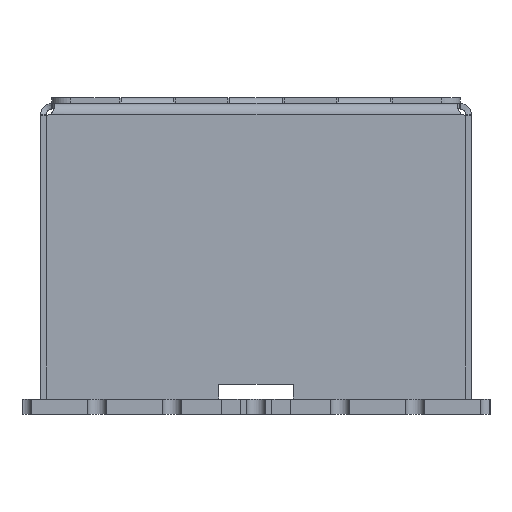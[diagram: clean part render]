
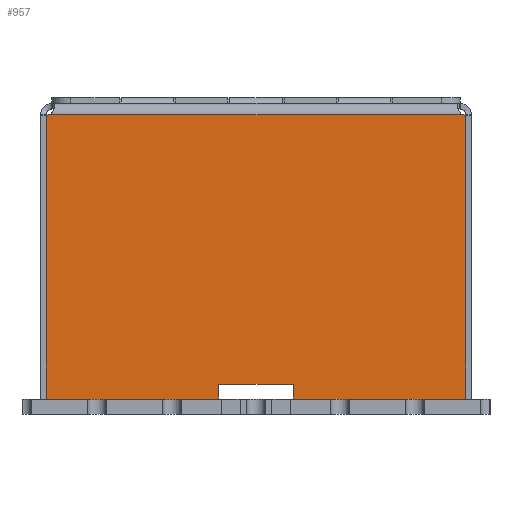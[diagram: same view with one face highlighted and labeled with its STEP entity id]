
A CAD part, left-side view. The second image highlights one B-rep face of the part: STEP entity #957.
In plain terms, the highlighted planar face has unit normal (-1, 0, 0).
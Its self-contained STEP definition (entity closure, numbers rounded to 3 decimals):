
#957=ADVANCED_FACE('',(#7736),#7738,.F.);
#7736=FACE_BOUND('',#7737,.T.);
#7737=EDGE_LOOP('',(#16178,#16179,#16180,#16181,#16182,#16183,#16184,#16185,#16186,
#16187));
#7738=PLANE('',#7739);
#7739=AXIS2_PLACEMENT_3D('',#7740,#7741,#7742);
#7740=CARTESIAN_POINT('',(-14.15,0.,16.613));
#7741=DIRECTION('',(1.,0.,0.));
#7742=DIRECTION('',(0.,0.,-1.));
#16178=ORIENTED_EDGE('',*,*,#19828,.T.);
#16179=ORIENTED_EDGE('',*,*,#20183,.F.);
#16180=ORIENTED_EDGE('',*,*,#20184,.F.);
#16181=ORIENTED_EDGE('',*,*,#20185,.F.);
#16182=ORIENTED_EDGE('',*,*,#19863,.T.);
#16183=ORIENTED_EDGE('',*,*,#20182,.F.);
#16184=ORIENTED_EDGE('',*,*,#20186,.T.);
#16185=ORIENTED_EDGE('',*,*,#20175,.F.);
#16186=ORIENTED_EDGE('',*,*,#20187,.F.);
#16187=ORIENTED_EDGE('',*,*,#20188,.T.);
#19828=EDGE_CURVE('',#22034,#22035,#22036,.T.);
#19863=EDGE_CURVE('',#22099,#22096,#22100,.T.);
#20175=EDGE_CURVE('',#22644,#22646,#22647,.T.);
#20182=EDGE_CURVE('',#22656,#22096,#22658,.T.);
#20183=EDGE_CURVE('',#22659,#22035,#22660,.T.);
#20184=EDGE_CURVE('',#22661,#22659,#22662,.T.);
#20185=EDGE_CURVE('',#22099,#22661,#22663,.T.);
#20186=EDGE_CURVE('',#22656,#22646,#22664,.T.);
#20187=EDGE_CURVE('',#22665,#22644,#22666,.T.);
#20188=EDGE_CURVE('',#22665,#22034,#22667,.T.);
#22034=VERTEX_POINT('',#25749);
#22035=VERTEX_POINT('',#25750);
#22036=LINE('',#25751,#25752);
#22096=VERTEX_POINT('',#25888);
#22099=VERTEX_POINT('',#25893);
#22100=LINE('',#25894,#25895);
#22644=VERTEX_POINT('',#27096);
#22646=VERTEX_POINT('',#27117);
#22647=LINE('',#27118,#27119);
#22656=VERTEX_POINT('',#27186);
#22658=LINE('',#27190,#27191);
#22659=VERTEX_POINT('',#27193);
#22660=LINE('',#27194,#27195);
#22661=VERTEX_POINT('',#27197);
#22662=LINE('',#27198,#27199);
#22663=LINE('',#27201,#27202);
#22664=CIRCLE('',#27204,0.45);
#22665=VERTEX_POINT('',#27208);
#22666=CIRCLE('',#27209,0.45);
#22667=LINE('',#27213,#27214);
#25749=CARTESIAN_POINT('',(-14.15,11.199,0.813));
#25750=CARTESIAN_POINT('',(-14.15,2.,0.813));
#25751=CARTESIAN_POINT('',(-14.15,11.199,0.813));
#25752=VECTOR('',#25753,1.);
#25753=DIRECTION('',(0.,-1.,0.));
#25888=CARTESIAN_POINT('',(-14.15,-11.199,0.813));
#25893=CARTESIAN_POINT('',(-14.15,-2.,0.813));
#25894=CARTESIAN_POINT('',(-14.15,-2.,0.813));
#25895=VECTOR('',#25896,1.);
#25896=DIRECTION('',(0.,-1.,0.));
#27096=CARTESIAN_POINT('',(-14.15,11.009,16.013));
#27117=CARTESIAN_POINT('',(-14.15,-11.009,16.013));
#27118=CARTESIAN_POINT('',(-14.15,11.009,16.013));
#27119=VECTOR('',#27120,1.);
#27120=DIRECTION('',(0.,-1.,0.));
#27186=CARTESIAN_POINT('',(-14.15,-11.199,15.971));
#27190=CARTESIAN_POINT('',(-14.15,-11.199,15.971));
#27191=VECTOR('',#27192,1.);
#27192=DIRECTION('',(0.,0.,-1.));
#27193=CARTESIAN_POINT('',(-14.15,2.,1.613));
#27194=CARTESIAN_POINT('',(-14.15,2.,1.613));
#27195=VECTOR('',#27196,1.);
#27196=DIRECTION('',(0.,0.,-1.));
#27197=CARTESIAN_POINT('',(-14.15,-2.,1.613));
#27198=CARTESIAN_POINT('',(-14.15,-2.,1.613));
#27199=VECTOR('',#27200,1.);
#27200=DIRECTION('',(0.,1.,0.));
#27201=CARTESIAN_POINT('',(-14.15,-2.,0.813));
#27202=VECTOR('',#27203,1.);
#27203=DIRECTION('',(0.,0.,1.));
#27204=AXIS2_PLACEMENT_3D('',#27205,#27206,#27207);
#27205=CARTESIAN_POINT('',(-14.15,-11.199,16.421));
#27206=DIRECTION('',(1.,0.,0.));
#27207=DIRECTION('',(0.,0.,-1.));
#27208=CARTESIAN_POINT('',(-14.15,11.199,15.971));
#27209=AXIS2_PLACEMENT_3D('',#27210,#27211,#27212);
#27210=CARTESIAN_POINT('',(-14.15,11.199,16.421));
#27211=DIRECTION('',(-1.,0.,0.));
#27212=DIRECTION('',(0.,0.,-1.));
#27213=CARTESIAN_POINT('',(-14.15,11.199,15.971));
#27214=VECTOR('',#27215,1.);
#27215=DIRECTION('',(0.,0.,-1.));
